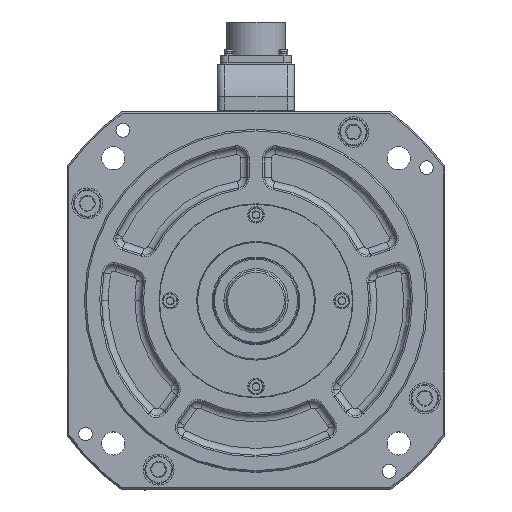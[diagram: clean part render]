
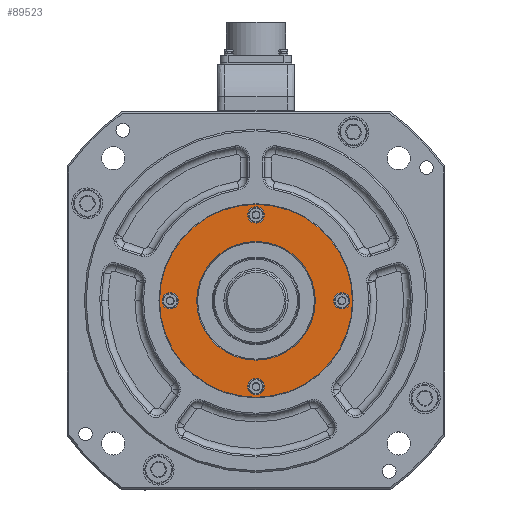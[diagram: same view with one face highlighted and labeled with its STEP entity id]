
A CAD part, top view. The second image highlights one B-rep face of the part: STEP entity #89523.
In plain terms, the highlighted planar face has unit normal (0, 0, 1).
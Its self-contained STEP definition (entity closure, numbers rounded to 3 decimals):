
#9205 = VERTEX_POINT ( 'NONE', #71208 ) ;
#9209 = VERTEX_POINT ( 'NONE', #71231 ) ;
#9220 = VERTEX_POINT ( 'NONE', #71298 ) ;
#9222 = VERTEX_POINT ( 'NONE', #71303 ) ;
#9226 = VERTEX_POINT ( 'NONE', #71174 ) ;
#9235 = VERTEX_POINT ( 'NONE', #71330 ) ;
#9238 = VERTEX_POINT ( 'NONE', #71435 ) ;
#9240 = VERTEX_POINT ( 'NONE', #71351 ) ;
#9248 = VERTEX_POINT ( 'NONE', #71356 ) ;
#9256 = VERTEX_POINT ( 'NONE', #71406 ) ;
#9260 = VERTEX_POINT ( 'NONE', #71367 ) ;
#10563 = VERTEX_POINT ( 'NONE', #74174 ) ;
#11069 = DIRECTION ( 'NONE',  ( 0., 0., 1. ) ) ;
#11078 = DIRECTION ( 'NONE',  ( 0., 0., 1. ) ) ;
#11088 = DIRECTION ( 'NONE',  ( 1., 0., 0. ) ) ;
#11100 = CARTESIAN_POINT ( 'NONE',  ( 50., 0., 24. ) ) ;
#11104 = DIRECTION ( 'NONE',  ( 1., 0., 0. ) ) ;
#11105 = CARTESIAN_POINT ( 'NONE',  ( 0., 50., 24. ) ) ;
#11169 = DIRECTION ( 'NONE',  ( 0., 0., 1. ) ) ;
#11184 = CARTESIAN_POINT ( 'NONE',  ( 0., 0., 24. ) ) ;
#11189 = DIRECTION ( 'NONE',  ( 1., 0., 0. ) ) ;
#11344 = DIRECTION ( 'NONE',  ( 0., 0., 1. ) ) ;
#11350 = DIRECTION ( 'NONE',  ( 1., 0., 0. ) ) ;
#11412 = CARTESIAN_POINT ( 'NONE',  ( 0., 0., 24. ) ) ;
#11431 = DIRECTION ( 'NONE',  ( 0., 0., 1. ) ) ;
#11464 = CARTESIAN_POINT ( 'NONE',  ( 0., 0., 24. ) ) ;
#11492 = DIRECTION ( 'NONE',  ( 1., 0., 0. ) ) ;
#11685 = CARTESIAN_POINT ( 'NONE',  ( 0., 0., 24. ) ) ;
#11691 = DIRECTION ( 'NONE',  ( 1., 0., 0. ) ) ;
#11744 = DIRECTION ( 'NONE',  ( 0., 0., 1. ) ) ;
#11767 = DIRECTION ( 'NONE',  ( 0., 0., 1. ) ) ;
#11774 = CARTESIAN_POINT ( 'NONE',  ( -50., 0., 24. ) ) ;
#11777 = DIRECTION ( 'NONE',  ( 1., 0., 0. ) ) ;
#11800 = CARTESIAN_POINT ( 'NONE',  ( 0., -50., 24. ) ) ;
#11830 = DIRECTION ( 'NONE',  ( 1., 0., 0. ) ) ;
#11834 = DIRECTION ( 'NONE',  ( 0., 0., 1. ) ) ;
#23690 = FACE_OUTER_BOUND ( 'NONE', #84363, .T. ) ;
#23694 = FACE_BOUND ( 'NONE', #84386, .T. ) ;
#23701 = FACE_BOUND ( 'NONE', #84288, .T. ) ;
#23703 = CARTESIAN_POINT ( 'NONE',  ( 0., 34.546, 24. ) ) ;
#23705 = DIRECTION ( 'NONE',  ( -1., 0., 0. ) ) ;
#23711 = FACE_BOUND ( 'NONE', #84295, .T. ) ;
#23712 = FACE_BOUND ( 'NONE', #84305, .T. ) ;
#23740 = FACE_BOUND ( 'NONE', #84264, .T. ) ;
#23748 = DIRECTION ( 'NONE',  ( 0., 0., -1. ) ) ;
#23758 = PLANE ( 'NONE',  #24668 ) ;
#24668 = AXIS2_PLACEMENT_3D ( 'NONE', #23703, #23748, #23705 ) ;
#28563 = DIRECTION ( 'NONE',  ( 0., 0., 1. ) ) ;
#28581 = DIRECTION ( 'NONE',  ( 1., 0., 0. ) ) ;
#28593 = CARTESIAN_POINT ( 'NONE',  ( 50., 0., 24. ) ) ;
#28676 = CARTESIAN_POINT ( 'NONE',  ( -50., 0., 24. ) ) ;
#28689 = DIRECTION ( 'NONE',  ( 1., 0., 0. ) ) ;
#28712 = DIRECTION ( 'NONE',  ( 0., 0., 1. ) ) ;
#28734 = CARTESIAN_POINT ( 'NONE',  ( 0., -50., 24. ) ) ;
#28738 = DIRECTION ( 'NONE',  ( 1., 0., 0. ) ) ;
#28751 = DIRECTION ( 'NONE',  ( 0., 0., 1. ) ) ;
#28775 = CARTESIAN_POINT ( 'NONE',  ( 0., 50., 24. ) ) ;
#28791 = DIRECTION ( 'NONE',  ( 1., 0., 0. ) ) ;
#28797 = DIRECTION ( 'NONE',  ( 0., 0., 1. ) ) ;
#55721 = ORIENTED_EDGE ( 'NONE', *, *, #88051, .T. ) ;
#55734 = ORIENTED_EDGE ( 'NONE', *, *, #88061, .F. ) ;
#55746 = ORIENTED_EDGE ( 'NONE', *, *, #88058, .F. ) ;
#55761 = ORIENTED_EDGE ( 'NONE', *, *, #87987, .T. ) ;
#55766 = ORIENTED_EDGE ( 'NONE', *, *, #87875, .F. ) ;
#55775 = ORIENTED_EDGE ( 'NONE', *, *, #91768, .F. ) ;
#55782 = ORIENTED_EDGE ( 'NONE', *, *, #87880, .F. ) ;
#55794 = ORIENTED_EDGE ( 'NONE', *, *, #91687, .F. ) ;
#55803 = ORIENTED_EDGE ( 'NONE', *, *, #87980, .F. ) ;
#55832 = ORIENTED_EDGE ( 'NONE', *, *, #91757, .F. ) ;
#55838 = ORIENTED_EDGE ( 'NONE', *, *, #87933, .F. ) ;
#55844 = ORIENTED_EDGE ( 'NONE', *, *, #91730, .F. ) ;
#68901 = CIRCLE ( 'NONE', #68910, 4.75 ) ;
#68910 = AXIS2_PLACEMENT_3D ( 'NONE', #28593, #28563, #28581 ) ;
#68972 = AXIS2_PLACEMENT_3D ( 'NONE', #28775, #28751, #28791 ) ;
#68991 = AXIS2_PLACEMENT_3D ( 'NONE', #28676, #28712, #28689 ) ;
#69004 = CIRCLE ( 'NONE', #68972, 4.75 ) ;
#69006 = CIRCLE ( 'NONE', #69007, 4.75 ) ;
#69007 = AXIS2_PLACEMENT_3D ( 'NONE', #28734, #28797, #28738 ) ;
#69021 = CIRCLE ( 'NONE', #68991, 4.75 ) ;
#71174 = CARTESIAN_POINT ( 'NONE',  ( 4.75, -50., 24. ) ) ;
#71208 = CARTESIAN_POINT ( 'NONE',  ( 45.25, 0., 24. ) ) ;
#71231 = CARTESIAN_POINT ( 'NONE',  ( 34.546, 0., 24. ) ) ;
#71298 = CARTESIAN_POINT ( 'NONE',  ( -56.2, 0., 24. ) ) ;
#71303 = CARTESIAN_POINT ( 'NONE',  ( -54.75, 0., 24. ) ) ;
#71330 = CARTESIAN_POINT ( 'NONE',  ( 4.75, 50., 24. ) ) ;
#71351 = CARTESIAN_POINT ( 'NONE',  ( 54.75, 0., 24. ) ) ;
#71356 = CARTESIAN_POINT ( 'NONE',  ( -45.25, 0., 24. ) ) ;
#71367 = CARTESIAN_POINT ( 'NONE',  ( -4.75, -50., 24. ) ) ;
#71406 = CARTESIAN_POINT ( 'NONE',  ( -4.75, 50., 24. ) ) ;
#71435 = CARTESIAN_POINT ( 'NONE',  ( -34.546, 0., 24. ) ) ;
#74174 = CARTESIAN_POINT ( 'NONE',  ( 56.2, 0., 24. ) ) ;
#84264 = EDGE_LOOP ( 'NONE', ( #55766, #55794 ) ) ;
#84288 = EDGE_LOOP ( 'NONE', ( #55734, #55844 ) ) ;
#84295 = EDGE_LOOP ( 'NONE', ( #55746, #55775 ) ) ;
#84305 = EDGE_LOOP ( 'NONE', ( #55838, #55803 ) ) ;
#84363 = EDGE_LOOP ( 'NONE', ( #55761, #55721 ) ) ;
#84386 = EDGE_LOOP ( 'NONE', ( #55782, #55832 ) ) ;
#86050 = CIRCLE ( 'NONE', #86053, 34.546 ) ;
#86053 = AXIS2_PLACEMENT_3D ( 'NONE', #11184, #11169, #11189 ) ;
#86058 = AXIS2_PLACEMENT_3D ( 'NONE', #11100, #11078, #11104 ) ;
#86062 = CIRCLE ( 'NONE', #86058, 4.75 ) ;
#86064 = AXIS2_PLACEMENT_3D ( 'NONE', #11105, #11069, #11088 ) ;
#86069 = CIRCLE ( 'NONE', #86064, 4.75 ) ;
#86084 = CIRCLE ( 'NONE', #86126, 34.546 ) ;
#86110 = CIRCLE ( 'NONE', #86130, 56.2 ) ;
#86126 = AXIS2_PLACEMENT_3D ( 'NONE', #11412, #11344, #11350 ) ;
#86130 = AXIS2_PLACEMENT_3D ( 'NONE', #11464, #11431, #11492 ) ;
#86176 = CIRCLE ( 'NONE', #86194, 4.75 ) ;
#86178 = CIRCLE ( 'NONE', #86180, 4.75 ) ;
#86180 = AXIS2_PLACEMENT_3D ( 'NONE', #11774, #11834, #11777 ) ;
#86194 = AXIS2_PLACEMENT_3D ( 'NONE', #11800, #11767, #11830 ) ;
#86202 = AXIS2_PLACEMENT_3D ( 'NONE', #11685, #11744, #11691 ) ;
#86208 = CIRCLE ( 'NONE', #86202, 56.2 ) ;
#87875 = EDGE_CURVE ( 'NONE', #9240, #9205, #86062, .T. ) ;
#87880 = EDGE_CURVE ( 'NONE', #9235, #9256, #86069, .T. ) ;
#87933 = EDGE_CURVE ( 'NONE', #9209, #9238, #86050, .T. ) ;
#87980 = EDGE_CURVE ( 'NONE', #9238, #9209, #86084, .T. ) ;
#87987 = EDGE_CURVE ( 'NONE', #9220, #10563, #86110, .T. ) ;
#88051 = EDGE_CURVE ( 'NONE', #10563, #9220, #86208, .T. ) ;
#88058 = EDGE_CURVE ( 'NONE', #9226, #9260, #86176, .T. ) ;
#88061 = EDGE_CURVE ( 'NONE', #9248, #9222, #86178, .T. ) ;
#89523 = ADVANCED_FACE ( 'NONE', ( #23711, #23740, #23701, #23694, #23712, #23690 ), #23758, .F. ) ;
#91687 = EDGE_CURVE ( 'NONE', #9205, #9240, #68901, .T. ) ;
#91730 = EDGE_CURVE ( 'NONE', #9222, #9248, #69021, .T. ) ;
#91757 = EDGE_CURVE ( 'NONE', #9256, #9235, #69004, .T. ) ;
#91768 = EDGE_CURVE ( 'NONE', #9260, #9226, #69006, .T. ) ;
